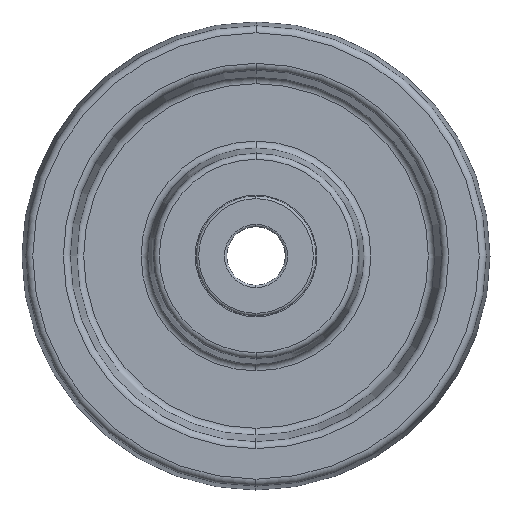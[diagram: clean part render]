
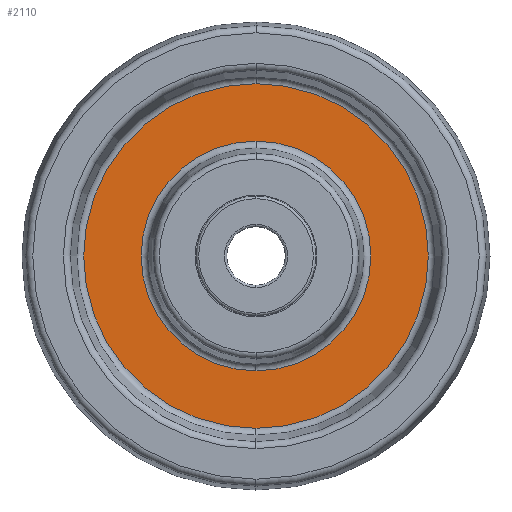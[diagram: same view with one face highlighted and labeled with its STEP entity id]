
A CAD part, left-side view. The second image highlights one B-rep face of the part: STEP entity #2110.
In plain terms, the highlighted planar face has unit normal (-1, 0, 0).
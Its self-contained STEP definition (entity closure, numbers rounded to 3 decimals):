
#16 = EDGE_LOOP ( 'NONE', ( #2313, #1490 ) ) ;
#73 = VERTEX_POINT ( 'NONE', #1563 ) ;
#140 = AXIS2_PLACEMENT_3D ( 'NONE', #3072, #1001, #2284 ) ;
#155 = CIRCLE ( 'NONE', #3052, 49.102 ) ;
#199 = EDGE_LOOP ( 'NONE', ( #1664, #619 ) ) ;
#226 = FACE_BOUND ( 'NONE', #16, .T. ) ;
#392 = EDGE_CURVE ( 'NONE', #1046, #1171, #533, .T. ) ;
#432 = PLANE ( 'NONE',  #1503 ) ;
#487 = CIRCLE ( 'NONE', #2681, 49.102 ) ;
#533 = CIRCLE ( 'NONE', #140, 73.658 ) ;
#619 = ORIENTED_EDGE ( 'NONE', *, *, #392, .T. ) ;
#622 = EDGE_CURVE ( 'NONE', #1171, #1046, #2831, .T. ) ;
#864 = DIRECTION ( 'NONE',  ( -1., 0., 0. ) ) ;
#886 = AXIS2_PLACEMENT_3D ( 'NONE', #1922, #1431, #950 ) ;
#950 = DIRECTION ( 'NONE',  ( 0., 0., 1. ) ) ;
#955 = EDGE_CURVE ( 'NONE', #73, #2130, #155, .T. ) ;
#1001 = DIRECTION ( 'NONE',  ( -1., 0., 0. ) ) ;
#1046 = VERTEX_POINT ( 'NONE', #2417 ) ;
#1126 = CARTESIAN_POINT ( 'NONE',  ( -35.864, 22.658, 273.658 ) ) ;
#1171 = VERTEX_POINT ( 'NONE', #1126 ) ;
#1256 = CARTESIAN_POINT ( 'NONE',  ( -35.864, 22.658, 200. ) ) ;
#1404 = DIRECTION ( 'NONE',  ( 0., 0., 1. ) ) ;
#1431 = DIRECTION ( 'NONE',  ( -1., 0., 0. ) ) ;
#1490 = ORIENTED_EDGE ( 'NONE', *, *, #955, .F. ) ;
#1503 = AXIS2_PLACEMENT_3D ( 'NONE', #2603, #2131, #1404 ) ;
#1563 = CARTESIAN_POINT ( 'NONE',  ( -35.864, 22.658, 150.898 ) ) ;
#1664 = ORIENTED_EDGE ( 'NONE', *, *, #622, .T. ) ;
#1922 = CARTESIAN_POINT ( 'NONE',  ( -35.864, 22.658, 200. ) ) ;
#2050 = CARTESIAN_POINT ( 'NONE',  ( -35.864, 22.658, 200. ) ) ;
#2052 = DIRECTION ( 'NONE',  ( 0., 0., 1. ) ) ;
#2110 = ADVANCED_FACE ( 'NONE', ( #2148, #226 ), #432, .T. ) ;
#2130 = VERTEX_POINT ( 'NONE', #2716 ) ;
#2131 = DIRECTION ( 'NONE',  ( -1., 0., 0. ) ) ;
#2148 = FACE_OUTER_BOUND ( 'NONE', #199, .T. ) ;
#2259 = DIRECTION ( 'NONE',  ( -1., 0., 0. ) ) ;
#2284 = DIRECTION ( 'NONE',  ( 0., 0., 1. ) ) ;
#2313 = ORIENTED_EDGE ( 'NONE', *, *, #2537, .F. ) ;
#2330 = DIRECTION ( 'NONE',  ( 0., 0., 1. ) ) ;
#2417 = CARTESIAN_POINT ( 'NONE',  ( -35.864, 22.658, 126.342 ) ) ;
#2537 = EDGE_CURVE ( 'NONE', #2130, #73, #487, .T. ) ;
#2603 = CARTESIAN_POINT ( 'NONE',  ( -35.864, 71.76, 200. ) ) ;
#2681 = AXIS2_PLACEMENT_3D ( 'NONE', #1256, #2259, #2052 ) ;
#2716 = CARTESIAN_POINT ( 'NONE',  ( -35.864, 22.658, 249.102 ) ) ;
#2831 = CIRCLE ( 'NONE', #886, 73.658 ) ;
#3052 = AXIS2_PLACEMENT_3D ( 'NONE', #2050, #864, #2330 ) ;
#3072 = CARTESIAN_POINT ( 'NONE',  ( -35.864, 22.658, 200. ) ) ;
